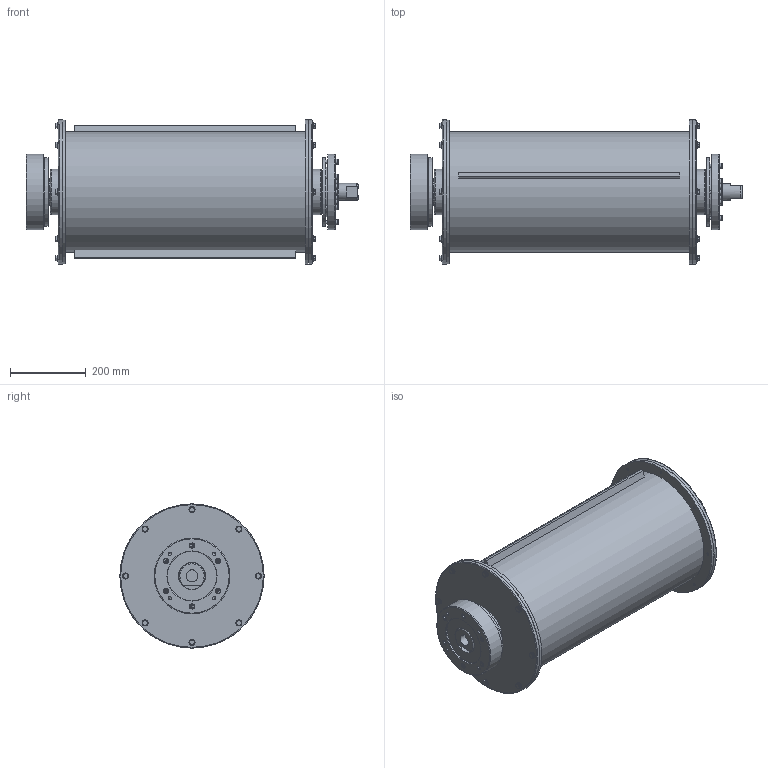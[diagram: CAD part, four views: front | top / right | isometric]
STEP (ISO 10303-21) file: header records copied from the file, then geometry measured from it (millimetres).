
FILE_DESCRIPTION(/* description */ ('RMD-06-32-H'),/* implementation_level */ '2;1');
FILE_NAME(/* name */ 'E0062439_RMD-06-32-RN-H-OR-15S2.stp',/* time_stamp */ '2016-10-20T09:33:44+02:00',/* author */ ('dd'),/* organization */ (''),/* preprocessor_version */ 'ST-DEVELOPER v15.6',/* originating_system */ 'Autodesk Inventor 2015',/* authorisation */ '');
FILE_SCHEMA (('AUTOMOTIVE_DESIGN { 1 0 10303 214 3 1 1 }'));
Length unit declared in the file: millimetre
Products named in the file (1): E0062439
Bounding box: 875 x 380 x 380 mm (x, y, z)
Volume: 11592876.2 mm3; surface area: 2516526.8 mm2
Topology: 3 solids, 3 shells, 1017 faces, 2274 edges, 1522 vertices
Faces by surface type: plane 537, cylinder 238, cone 180, torus 62
Full cylindrical faces by diameter (mm): 6.647 x30, 7.323 x16, 8 x28, 8.376 x4, 8.4 x16, 9 x28, 11 x12, 11.4 x16, 13 x20, 13.5 x4, 13.835 x1, 14 x6, 15 x4, 16 x16, 17 x1, 45 x1, 48 x1, 50 x1, 60 x2, 70 x2, 72 x2, 120 x2, 130 x3, 131 x2, 180 x2, 200 x2, 305 x2, 316 x1, 319 x1, 320 x2
Entity records: 26589 total; most frequent: CARTESIAN_POINT 4989, DIRECTION 4192, ORIENTED_EDGE 3494, EDGE_CURVE 1745, AXIS2_PLACEMENT_3D 1709, EDGE_LOOP 1661, VERTEX_POINT 1318, FACE_OUTER_BOUND 1017
